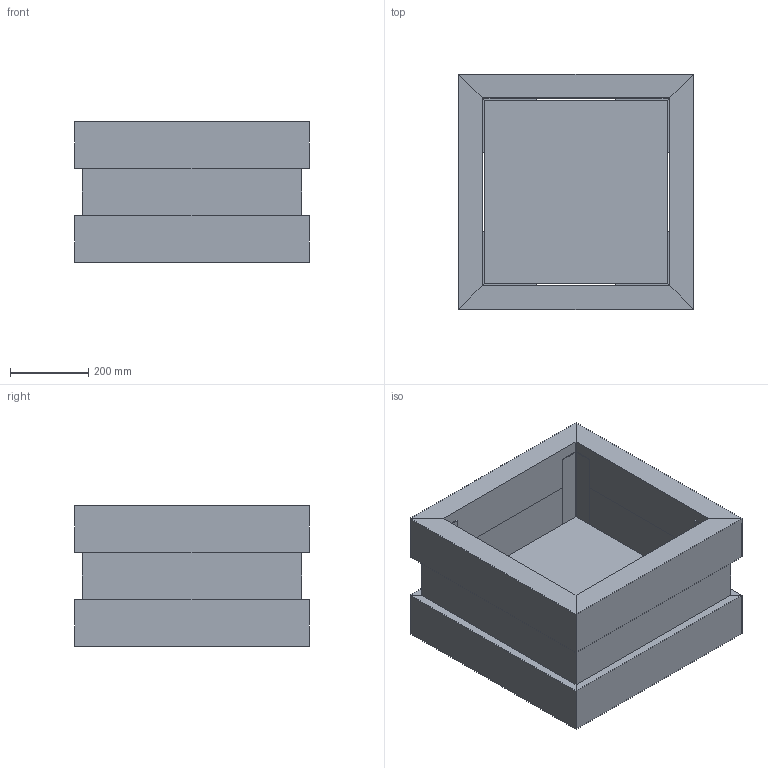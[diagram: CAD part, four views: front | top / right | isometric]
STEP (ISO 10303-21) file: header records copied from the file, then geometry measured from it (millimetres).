
FILE_DESCRIPTION(/* description */ (''),/* implementation_level */ '2;1');
FILE_NAME(/* name */ 'BB Madrid 60x60x36 3D.stp',/* time_stamp */ '2021-10-08T12:56:38+02:00',/* author */ ('vital'),/* organization */ (''),/* preprocessor_version */ 'ST-DEVELOPER v18.1',/* originating_system */ 'Autodesk Inventor 2022',/* authorisation */ '');
FILE_SCHEMA (('AUTOMOTIVE_DESIGN { 1 0 10303 214 3 1 1 }'));
Length unit declared in the file: millimetre
Products named in the file (1): BB Madrid 60x60x36 3D
Bounding box: 600 x 600 x 360 mm (x, y, z)
Volume: 48329109.7 mm3; surface area: 3448844.8 mm2
Topology: 21 solids, 21 shells, 154 faces, 304 edges, 192 vertices
Faces by surface type: plane 146, cylinder 8
Entity records: 4059 total; most frequent: CARTESIAN_POINT 651, DIRECTION 630, ORIENTED_EDGE 608, EDGE_CURVE 304, LINE 288, VECTOR 288, VERTEX_POINT 192, STYLED_ITEM 175
